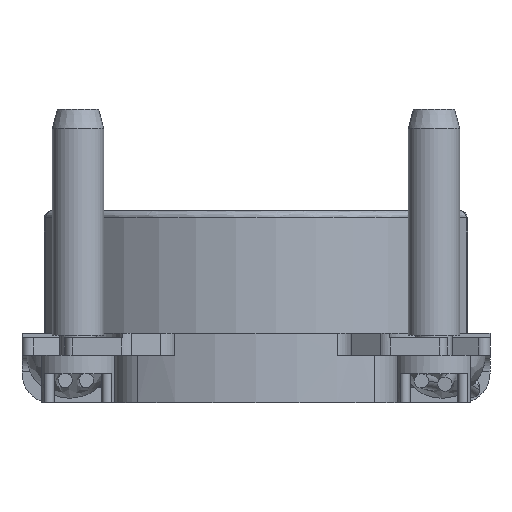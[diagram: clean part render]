
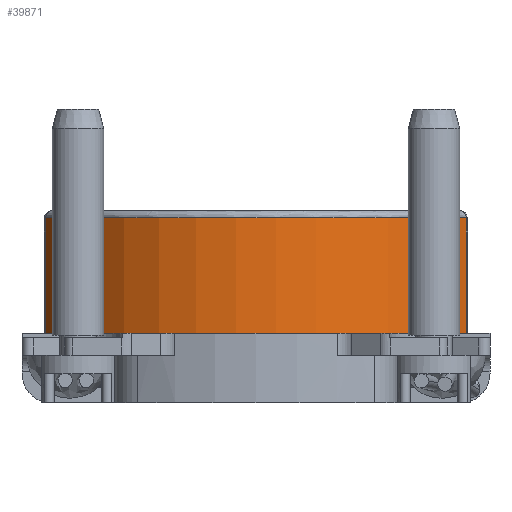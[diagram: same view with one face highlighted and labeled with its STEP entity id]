
A CAD part, front view. The second image highlights one B-rep face of the part: STEP entity #39871.
In plain terms, the highlighted cylindrical face has radius 8.065 mm (diameter 16.129 mm), a partial arc.
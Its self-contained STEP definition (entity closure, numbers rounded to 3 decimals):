
#5231 = CARTESIAN_POINT ( 'NONE',  ( 45.035, -128.931, -39.421 ) ) ;
#5679 = VECTOR ( 'NONE', #69141, 1000. ) ;
#10543 = ORIENTED_EDGE ( 'NONE', *, *, #30918, .T. ) ;
#15939 = CARTESIAN_POINT ( 'NONE',  ( 52.28, -125.39, -43.444 ) ) ;
#27183 = CARTESIAN_POINT ( 'NONE',  ( 45.035, -128.931, -43.444 ) ) ;
#28758 = DIRECTION ( 'NONE',  ( 0., 0., 1. ) ) ;
#30918 = EDGE_CURVE ( 'NONE', #69427, #69717, #44075, .T. ) ;
#32317 = ORIENTED_EDGE ( 'NONE', *, *, #93120, .T. ) ;
#37025 = EDGE_LOOP ( 'NONE', ( #104368, #32317, #10543, #51804 ) ) ;
#38375 = DIRECTION ( 'NONE',  ( 1., 0., 0. ) ) ;
#38840 = CARTESIAN_POINT ( 'NONE',  ( 52.28, -125.39, -43.394 ) ) ;
#39871 = ADVANCED_FACE ( 'NONE', ( #130262 ), #71438, .T. ) ;
#44075 = CIRCLE ( 'NONE', #107367, 8.064 ) ;
#48103 = CARTESIAN_POINT ( 'NONE',  ( 59.526, -128.931, -43.444 ) ) ;
#48707 = DIRECTION ( 'NONE',  ( 0., 0., 1. ) ) ;
#49963 = AXIS2_PLACEMENT_3D ( 'NONE', #38840, #48707, #38375 ) ;
#51804 = ORIENTED_EDGE ( 'NONE', *, *, #102690, .T. ) ;
#58814 = DIRECTION ( 'NONE',  ( 0., 0., 1. ) ) ;
#69141 = DIRECTION ( 'NONE',  ( 0., 0., -1. ) ) ;
#69182 = DIRECTION ( 'NONE',  ( 1., 0., 0. ) ) ;
#69427 = VERTEX_POINT ( 'NONE', #138687 ) ;
#69717 = VERTEX_POINT ( 'NONE', #5231 ) ;
#71438 = CYLINDRICAL_SURFACE ( 'NONE', #118582, 8.064 ) ;
#78572 = CARTESIAN_POINT ( 'NONE',  ( 45.035, -128.931, -43.394 ) ) ;
#80437 = VERTEX_POINT ( 'NONE', #78572 ) ;
#87702 = VECTOR ( 'NONE', #28758, 1000. ) ;
#93120 = EDGE_CURVE ( 'NONE', #105720, #69427, #114527, .T. ) ;
#102690 = EDGE_CURVE ( 'NONE', #69717, #80437, #128350, .T. ) ;
#104368 = ORIENTED_EDGE ( 'NONE', *, *, #121521, .T. ) ;
#105720 = VERTEX_POINT ( 'NONE', #138980 ) ;
#107367 = AXIS2_PLACEMENT_3D ( 'NONE', #122216, #134404, #134858 ) ;
#112464 = CIRCLE ( 'NONE', #49963, 8.064 ) ;
#114527 = LINE ( 'NONE', #48103, #87702 ) ;
#118582 = AXIS2_PLACEMENT_3D ( 'NONE', #15939, #58814, #69182 ) ;
#121521 = EDGE_CURVE ( 'NONE', #80437, #105720, #112464, .T. ) ;
#122216 = CARTESIAN_POINT ( 'NONE',  ( 52.28, -125.39, -39.421 ) ) ;
#128350 = LINE ( 'NONE', #27183, #5679 ) ;
#130262 = FACE_OUTER_BOUND ( 'NONE', #37025, .T. ) ;
#134404 = DIRECTION ( 'NONE',  ( 0., 0., -1. ) ) ;
#134858 = DIRECTION ( 'NONE',  ( 1., 0., 0. ) ) ;
#138687 = CARTESIAN_POINT ( 'NONE',  ( 59.526, -128.931, -39.421 ) ) ;
#138980 = CARTESIAN_POINT ( 'NONE',  ( 59.526, -128.931, -43.394 ) ) ;
